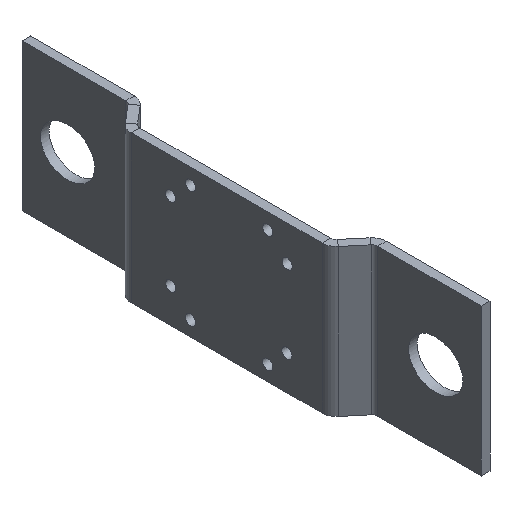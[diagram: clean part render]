
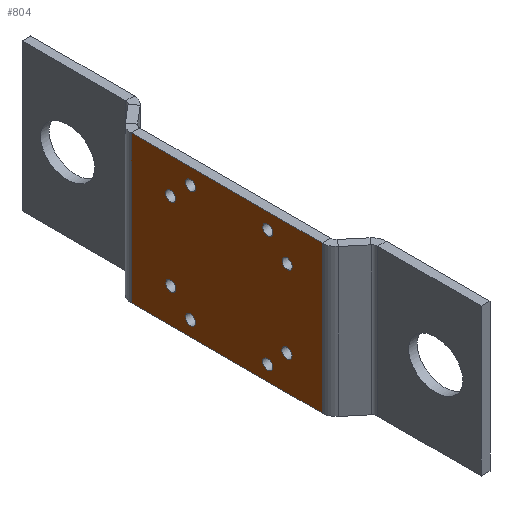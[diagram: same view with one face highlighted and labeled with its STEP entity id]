
A CAD part, isometric view. The second image highlights one B-rep face of the part: STEP entity #804.
In plain terms, the highlighted planar face has unit normal (-1, 0, 0).
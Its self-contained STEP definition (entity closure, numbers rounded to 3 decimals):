
#31=FACE_BOUND('',#183,.T.);
#32=FACE_BOUND('',#184,.T.);
#33=FACE_BOUND('',#185,.T.);
#34=FACE_BOUND('',#186,.T.);
#35=FACE_BOUND('',#187,.T.);
#36=FACE_BOUND('',#188,.T.);
#37=FACE_BOUND('',#189,.T.);
#38=FACE_BOUND('',#190,.T.);
#74=PLANE('',#901);
#122=FACE_OUTER_BOUND('',#182,.T.);
#182=EDGE_LOOP('',(#729,#730,#731,#732));
#183=EDGE_LOOP('',(#733));
#184=EDGE_LOOP('',(#734));
#185=EDGE_LOOP('',(#735));
#186=EDGE_LOOP('',(#736));
#187=EDGE_LOOP('',(#737));
#188=EDGE_LOOP('',(#738));
#189=EDGE_LOOP('',(#739));
#190=EDGE_LOOP('',(#740));
#217=LINE('',#1284,#287);
#241=LINE('',#1343,#311);
#246=LINE('',#1357,#316);
#260=LINE('',#1391,#330);
#287=VECTOR('',#1009,10.);
#311=VECTOR('',#1077,10.);
#316=VECTOR('',#1090,10.);
#330=VECTOR('',#1138,10.);
#332=CIRCLE('',#822,2.75);
#334=CIRCLE('',#825,2.75);
#336=CIRCLE('',#828,2.75);
#338=CIRCLE('',#831,2.75);
#340=CIRCLE('',#834,2.75);
#342=CIRCLE('',#837,2.75);
#344=CIRCLE('',#840,2.75);
#346=CIRCLE('',#843,2.75);
#364=VERTEX_POINT('',#1148);
#366=VERTEX_POINT('',#1154);
#368=VERTEX_POINT('',#1160);
#370=VERTEX_POINT('',#1166);
#372=VERTEX_POINT('',#1172);
#374=VERTEX_POINT('',#1178);
#376=VERTEX_POINT('',#1184);
#378=VERTEX_POINT('',#1190);
#400=VERTEX_POINT('',#1281);
#401=VERTEX_POINT('',#1283);
#414=VERTEX_POINT('',#1342);
#419=VERTEX_POINT('',#1356);
#425=EDGE_CURVE('',#364,#364,#332,.T.);
#428=EDGE_CURVE('',#366,#366,#334,.T.);
#431=EDGE_CURVE('',#368,#368,#336,.T.);
#434=EDGE_CURVE('',#370,#370,#338,.T.);
#437=EDGE_CURVE('',#372,#372,#340,.T.);
#440=EDGE_CURVE('',#374,#374,#342,.T.);
#443=EDGE_CURVE('',#376,#376,#344,.T.);
#446=EDGE_CURVE('',#378,#378,#346,.T.);
#473=EDGE_CURVE('',#401,#400,#217,.T.);
#503=EDGE_CURVE('',#414,#401,#241,.T.);
#510=EDGE_CURVE('',#414,#419,#246,.T.);
#528=EDGE_CURVE('',#419,#400,#260,.T.);
#729=ORIENTED_EDGE('',*,*,#528,.F.);
#730=ORIENTED_EDGE('',*,*,#510,.F.);
#731=ORIENTED_EDGE('',*,*,#503,.T.);
#732=ORIENTED_EDGE('',*,*,#473,.T.);
#733=ORIENTED_EDGE('',*,*,#425,.T.);
#734=ORIENTED_EDGE('',*,*,#428,.T.);
#735=ORIENTED_EDGE('',*,*,#431,.T.);
#736=ORIENTED_EDGE('',*,*,#434,.T.);
#737=ORIENTED_EDGE('',*,*,#437,.T.);
#738=ORIENTED_EDGE('',*,*,#440,.T.);
#739=ORIENTED_EDGE('',*,*,#443,.T.);
#740=ORIENTED_EDGE('',*,*,#446,.T.);
#804=ADVANCED_FACE('',(#122,#31,#32,#33,#34,#35,#36,#37,#38),#74,.F.);
#822=AXIS2_PLACEMENT_3D('',#1150,#912,#913);
#825=AXIS2_PLACEMENT_3D('',#1156,#919,#920);
#828=AXIS2_PLACEMENT_3D('',#1162,#926,#927);
#831=AXIS2_PLACEMENT_3D('',#1168,#933,#934);
#834=AXIS2_PLACEMENT_3D('',#1174,#940,#941);
#837=AXIS2_PLACEMENT_3D('',#1180,#947,#948);
#840=AXIS2_PLACEMENT_3D('',#1186,#954,#955);
#843=AXIS2_PLACEMENT_3D('',#1192,#961,#962);
#901=AXIS2_PLACEMENT_3D('',#1392,#1139,#1140);
#912=DIRECTION('center_axis',(1.,0.,0.));
#913=DIRECTION('ref_axis',(0.,1.,0.));
#919=DIRECTION('center_axis',(1.,0.,0.));
#920=DIRECTION('ref_axis',(0.,1.,0.));
#926=DIRECTION('center_axis',(1.,0.,0.));
#927=DIRECTION('ref_axis',(0.,1.,0.));
#933=DIRECTION('center_axis',(1.,0.,0.));
#934=DIRECTION('ref_axis',(0.,1.,0.));
#940=DIRECTION('center_axis',(1.,0.,0.));
#941=DIRECTION('ref_axis',(0.,1.,0.));
#947=DIRECTION('center_axis',(1.,0.,0.));
#948=DIRECTION('ref_axis',(0.,1.,0.));
#954=DIRECTION('center_axis',(1.,0.,0.));
#955=DIRECTION('ref_axis',(0.,1.,0.));
#961=DIRECTION('center_axis',(1.,0.,0.));
#962=DIRECTION('ref_axis',(0.,1.,0.));
#1009=DIRECTION('',(0.,0.,1.));
#1077=DIRECTION('',(0.,-1.,0.));
#1090=DIRECTION('',(0.,0.,1.));
#1138=DIRECTION('',(0.,-1.,0.));
#1139=DIRECTION('center_axis',(1.,0.,0.));
#1140=DIRECTION('ref_axis',(0.,1.,0.));
#1148=CARTESIAN_POINT('',(0.,-96.647,251.195));
#1150=CARTESIAN_POINT('Origin',(0.,-93.897,251.195));
#1154=CARTESIAN_POINT('',(0.,-54.618,251.181));
#1156=CARTESIAN_POINT('Origin',(0.,-51.868,251.181));
#1160=CARTESIAN_POINT('',(0.,-54.618,187.909));
#1162=CARTESIAN_POINT('Origin',(0.,-51.868,187.909));
#1166=CARTESIAN_POINT('',(0.,-107.165,240.594));
#1168=CARTESIAN_POINT('Origin',(0.,-104.415,240.594));
#1172=CARTESIAN_POINT('',(0.,-96.589,187.909));
#1174=CARTESIAN_POINT('Origin',(0.,-93.839,187.909));
#1178=CARTESIAN_POINT('',(0.,-43.779,240.72));
#1180=CARTESIAN_POINT('Origin',(0.,-41.029,240.72));
#1184=CARTESIAN_POINT('',(0.,-43.905,198.496));
#1186=CARTESIAN_POINT('Origin',(0.,-41.155,198.496));
#1190=CARTESIAN_POINT('',(0.,-107.051,198.496));
#1192=CARTESIAN_POINT('Origin',(0.,-104.301,198.496));
#1281=CARTESIAN_POINT('',(0.,-123.396,259.781));
#1283=CARTESIAN_POINT('',(0.,-123.396,179.781));
#1284=CARTESIAN_POINT('',(0.,-123.396,109.891));
#1342=CARTESIAN_POINT('',(0.,-19.639,179.781));
#1343=CARTESIAN_POINT('',(0.,53.483,179.781));
#1356=CARTESIAN_POINT('',(0.,-19.639,259.781));
#1357=CARTESIAN_POINT('',(0.,-19.639,109.891));
#1391=CARTESIAN_POINT('',(0.,53.483,259.781));
#1392=CARTESIAN_POINT('Origin',(0.,-71.517,219.781));
